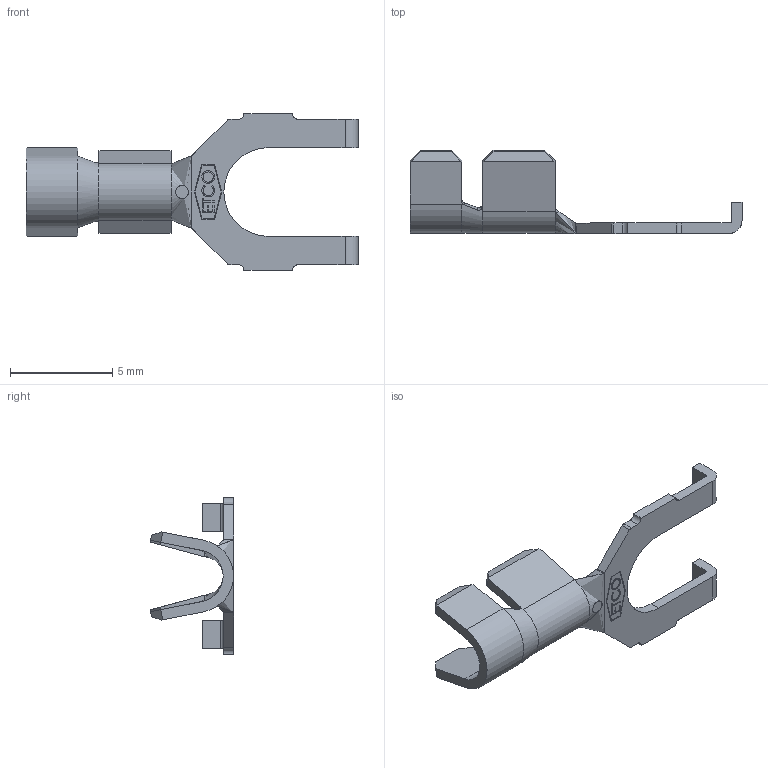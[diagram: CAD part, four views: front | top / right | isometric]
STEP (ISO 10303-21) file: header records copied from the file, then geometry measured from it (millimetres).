
FILE_DESCRIPTION (( 'STEP AP203' ), '1' );
FILE_NAME ('03183.STEP', '2019-12-30T13:41:44', ( 'tempuser' ), ( 'Microsoft' ), 'SwSTEP 2.0', 'SolidWorks 2019', '' );
FILE_SCHEMA (( 'CONFIG_CONTROL_DESIGN' ));
Length unit declared in the file: inch
Products named in the file (1): 03183
Bounding box: 16.26 x 4.06 x 7.65 mm (x, y, z)
Volume: 46.6 mm3; surface area: 229.2 mm2
Topology: 1 solids, 1 shells, 189 faces, 493 edges, 314 vertices
Faces by surface type: plane 123, bspline 33, cylinder 25, cone 8
Entity records: 7315 total; most frequent: CARTESIAN_POINT 2849, ORIENTED_EDGE 986, DIRECTION 771, EDGE_CURVE 493, LINE 361, VECTOR 361, VERTEX_POINT 314, AXIS2_PLACEMENT_3D 205
